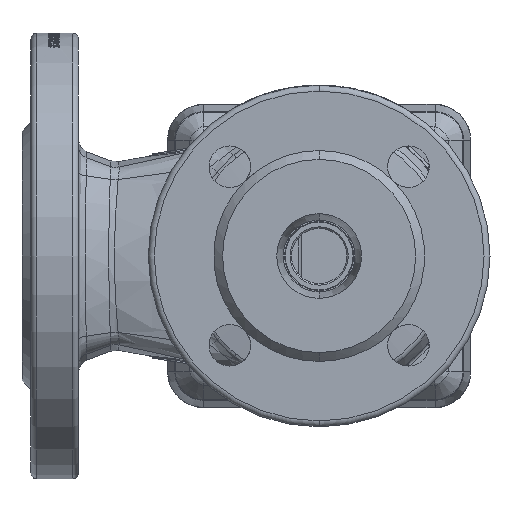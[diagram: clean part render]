
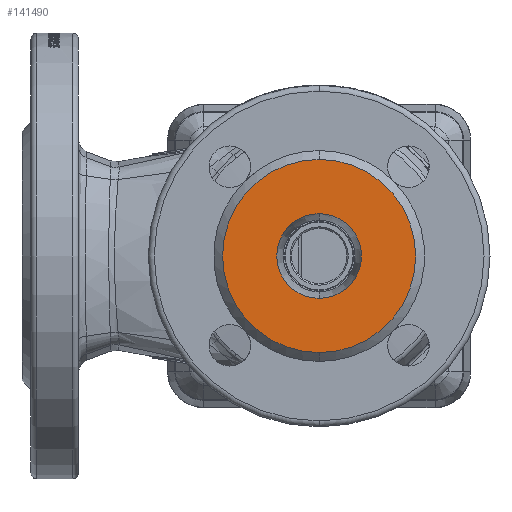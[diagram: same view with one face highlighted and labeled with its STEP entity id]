
A CAD part, front view. The second image highlights one B-rep face of the part: STEP entity #141490.
In plain terms, the highlighted planar face has unit normal (0, -1, 0).
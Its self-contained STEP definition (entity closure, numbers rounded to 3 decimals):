
#1178 = AXIS2_PLACEMENT_3D ( 'NONE', #125804, #155369, #71801 ) ;
#2976 = DIRECTION ( 'NONE',  ( 0., 0., -1. ) ) ;
#18370 = EDGE_LOOP ( 'NONE', ( #22855, #95322 ) ) ;
#22855 = ORIENTED_EDGE ( 'NONE', *, *, #149618, .T. ) ;
#23195 = VERTEX_POINT ( 'NONE', #108357 ) ;
#33616 = PLANE ( 'NONE',  #130795 ) ;
#38462 = EDGE_CURVE ( 'NONE', #57665, #23195, #164718, .T. ) ;
#43085 = CARTESIAN_POINT ( 'NONE',  ( 0., -105., -32.5 ) ) ;
#44628 = DIRECTION ( 'NONE',  ( 0., 0., -1. ) ) ;
#48839 = DIRECTION ( 'NONE',  ( 0., 0., -1. ) ) ;
#53711 = EDGE_CURVE ( 'NONE', #63157, #81152, #114644, .T. ) ;
#56835 = DIRECTION ( 'NONE',  ( 0., 1., 0. ) ) ;
#57665 = VERTEX_POINT ( 'NONE', #43085 ) ;
#60574 = ORIENTED_EDGE ( 'NONE', *, *, #103772, .F. ) ;
#62296 = CARTESIAN_POINT ( 'NONE',  ( 0., -105., 0. ) ) ;
#63157 = VERTEX_POINT ( 'NONE', #95779 ) ;
#71801 = DIRECTION ( 'NONE',  ( 0., 0., -1. ) ) ;
#80008 = CARTESIAN_POINT ( 'NONE',  ( 0., -105., 14.25 ) ) ;
#81152 = VERTEX_POINT ( 'NONE', #80008 ) ;
#84602 = CARTESIAN_POINT ( 'NONE',  ( 0., -105., 0. ) ) ;
#85132 = DIRECTION ( 'NONE',  ( 0., 0., -1. ) ) ;
#90011 = ORIENTED_EDGE ( 'NONE', *, *, #38462, .F. ) ;
#94679 = CIRCLE ( 'NONE', #103273, 32.5 ) ;
#95322 = ORIENTED_EDGE ( 'NONE', *, *, #53711, .T. ) ;
#95779 = CARTESIAN_POINT ( 'NONE',  ( 0., -105., -14.25 ) ) ;
#96632 = CARTESIAN_POINT ( 'NONE',  ( 0., -105., 0. ) ) ;
#101972 = DIRECTION ( 'NONE',  ( 0., 1., 0. ) ) ;
#103273 = AXIS2_PLACEMENT_3D ( 'NONE', #96632, #101972, #44628 ) ;
#103772 = EDGE_CURVE ( 'NONE', #23195, #57665, #94679, .T. ) ;
#108357 = CARTESIAN_POINT ( 'NONE',  ( 0., -105., 32.5 ) ) ;
#114644 = CIRCLE ( 'NONE', #140427, 14.25 ) ;
#116230 = FACE_OUTER_BOUND ( 'NONE', #140714, .T. ) ;
#124603 = AXIS2_PLACEMENT_3D ( 'NONE', #84602, #56835, #2976 ) ;
#125804 = CARTESIAN_POINT ( 'NONE',  ( 0., -105., 0. ) ) ;
#129250 = CARTESIAN_POINT ( 'NONE',  ( 0., -105., 0. ) ) ;
#130217 = CIRCLE ( 'NONE', #1178, 14.25 ) ;
#130795 = AXIS2_PLACEMENT_3D ( 'NONE', #62296, #171094, #48839 ) ;
#140427 = AXIS2_PLACEMENT_3D ( 'NONE', #129250, #156159, #85132 ) ;
#140714 = EDGE_LOOP ( 'NONE', ( #60574, #90011 ) ) ;
#141490 = ADVANCED_FACE ( 'NONE', ( #116230, #145831 ), #33616, .T. ) ;
#145831 = FACE_BOUND ( 'NONE', #18370, .T. ) ;
#149618 = EDGE_CURVE ( 'NONE', #81152, #63157, #130217, .T. ) ;
#155369 = DIRECTION ( 'NONE',  ( 0., 1., 0. ) ) ;
#156159 = DIRECTION ( 'NONE',  ( 0., 1., 0. ) ) ;
#164718 = CIRCLE ( 'NONE', #124603, 32.5 ) ;
#171094 = DIRECTION ( 'NONE',  ( 0., -1., 0. ) ) ;
